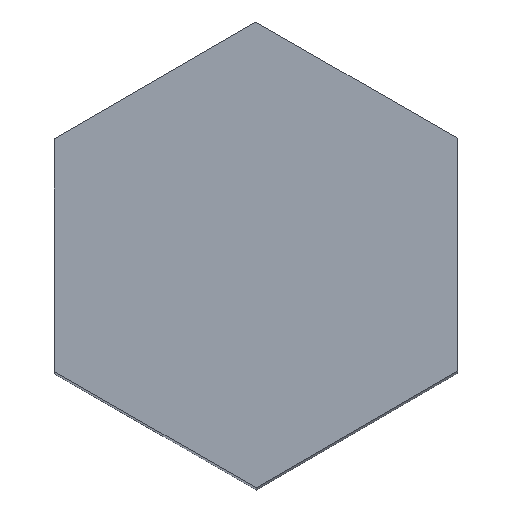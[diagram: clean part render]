
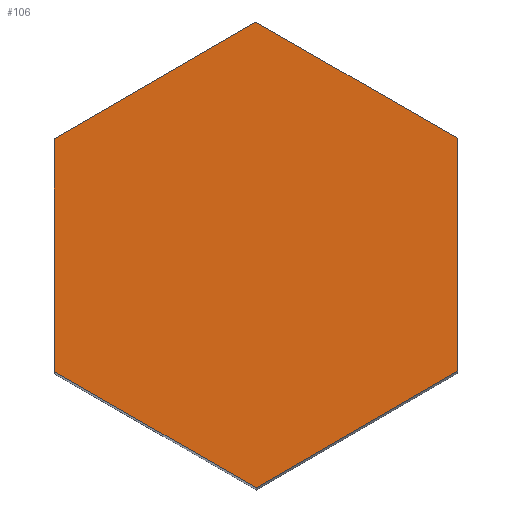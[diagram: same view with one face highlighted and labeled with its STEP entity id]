
A CAD part, top view. The second image highlights one B-rep face of the part: STEP entity #106.
In plain terms, the highlighted planar face has unit normal (0, 0, 1).
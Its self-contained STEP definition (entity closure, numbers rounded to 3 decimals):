
#1 = VERTEX_POINT ( 'NONE', #164 ) ;
#2 = VERTEX_POINT ( 'NONE', #165 ) ;
#3 = VERTEX_POINT ( 'NONE', #166 ) ;
#6 = VERTEX_POINT ( 'NONE', #169 ) ;
#16 = VERTEX_POINT ( 'NONE', #172 ) ;
#17 = VERTEX_POINT ( 'NONE', #173 ) ;
#19 = EDGE_LOOP ( 'NONE', ( #153, #154, #155, #151, #156, #157 ) ) ;
#49 = AXIS2_PLACEMENT_3D ( 'NONE', #183, #184, #185 ) ;
#55 = VECTOR ( 'NONE', #188, 1000. ) ;
#61 = VECTOR ( 'NONE', #202, 1000. ) ;
#65 = VECTOR ( 'NONE', #208, 1000. ) ;
#73 = VECTOR ( 'NONE', #259, 1000. ) ;
#84 = VECTOR ( 'NONE', #238, 1000. ) ;
#87 = VECTOR ( 'NONE', #247, 1000. ) ;
#96 = FACE_OUTER_BOUND ( 'NONE', #19, .T. ) ;
#106 = ADVANCED_FACE ( 'NONE', ( #96 ), #182, .T. ) ;
#107 = EDGE_CURVE ( 'NONE', #6, #17, #186, .T. ) ;
#120 = EDGE_CURVE ( 'NONE', #3, #6, #200, .T. ) ;
#122 = EDGE_CURVE ( 'NONE', #16, #3, #206, .T. ) ;
#132 = EDGE_CURVE ( 'NONE', #17, #1, #236, .T. ) ;
#135 = EDGE_CURVE ( 'NONE', #1, #2, #245, .T. ) ;
#139 = EDGE_CURVE ( 'NONE', #2, #16, #257, .T. ) ;
#151 = ORIENTED_EDGE ( 'NONE', *, *, #122, .T. ) ;
#153 = ORIENTED_EDGE ( 'NONE', *, *, #132, .T. ) ;
#154 = ORIENTED_EDGE ( 'NONE', *, *, #135, .T. ) ;
#155 = ORIENTED_EDGE ( 'NONE', *, *, #139, .T. ) ;
#156 = ORIENTED_EDGE ( 'NONE', *, *, #120, .T. ) ;
#157 = ORIENTED_EDGE ( 'NONE', *, *, #107, .T. ) ;
#164 = CARTESIAN_POINT ( 'NONE',  ( -0.542, 8.678, 90. ) ) ;
#165 = CARTESIAN_POINT ( 'NONE',  ( -0.572, 25.361, 90. ) ) ;
#166 = CARTESIAN_POINT ( 'NONE',  ( -29.468, 25.31, 90. ) ) ;
#169 = CARTESIAN_POINT ( 'NONE',  ( -29.439, 8.627, 90. ) ) ;
#172 = CARTESIAN_POINT ( 'NONE',  ( -15.035, 33.677, 90. ) ) ;
#173 = CARTESIAN_POINT ( 'NONE',  ( -14.976, 0.311, 90. ) ) ;
#182 = PLANE ( 'NONE',  #49 ) ;
#183 = CARTESIAN_POINT ( 'NONE',  ( 0., 0., 90. ) ) ;
#184 = DIRECTION ( 'NONE',  ( 0., 0., 1. ) ) ;
#185 = DIRECTION ( 'NONE',  ( 1., 0., 0. ) ) ;
#186 = LINE ( 'NONE', #187, #55 ) ;
#187 = CARTESIAN_POINT ( 'NONE',  ( -29.439, 8.627, 90. ) ) ;
#188 = DIRECTION ( 'NONE',  ( 0.867, -0.498, 0. ) ) ;
#200 = LINE ( 'NONE', #201, #61 ) ;
#201 = CARTESIAN_POINT ( 'NONE',  ( -29.468, 25.31, 90. ) ) ;
#202 = DIRECTION ( 'NONE',  ( 0.002, -1., 0. ) ) ;
#206 = LINE ( 'NONE', #207, #65 ) ;
#207 = CARTESIAN_POINT ( 'NONE',  ( -15.035, 33.677, 90. ) ) ;
#208 = DIRECTION ( 'NONE',  ( -0.865, -0.502, 0. ) ) ;
#236 = LINE ( 'NONE', #237, #84 ) ;
#237 = CARTESIAN_POINT ( 'NONE',  ( -14.976, 0.311, 90. ) ) ;
#238 = DIRECTION ( 'NONE',  ( 0.865, 0.502, 0. ) ) ;
#245 = LINE ( 'NONE', #246, #87 ) ;
#246 = CARTESIAN_POINT ( 'NONE',  ( -0.542, 8.678, 90. ) ) ;
#247 = DIRECTION ( 'NONE',  ( -0.002, 1., 0. ) ) ;
#257 = LINE ( 'NONE', #258, #73 ) ;
#258 = CARTESIAN_POINT ( 'NONE',  ( -0.572, 25.361, 90. ) ) ;
#259 = DIRECTION ( 'NONE',  ( -0.867, 0.498, 0. ) ) ;
